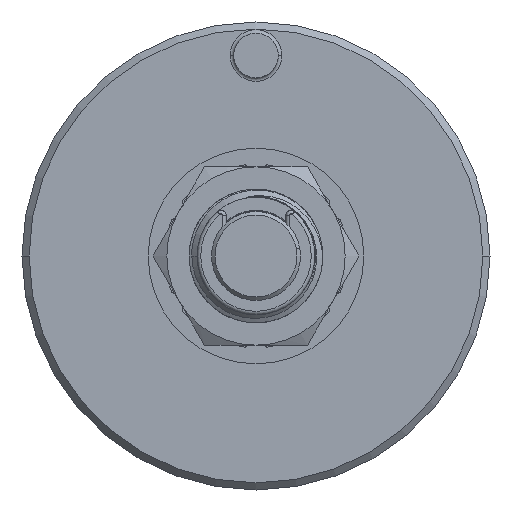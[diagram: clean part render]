
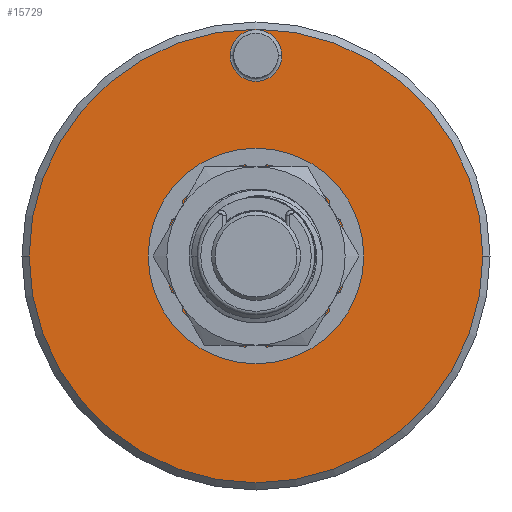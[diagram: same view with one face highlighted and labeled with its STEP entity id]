
A CAD part, front view. The second image highlights one B-rep face of the part: STEP entity #15729.
In plain terms, the highlighted planar face has unit normal (0, -1, 0).
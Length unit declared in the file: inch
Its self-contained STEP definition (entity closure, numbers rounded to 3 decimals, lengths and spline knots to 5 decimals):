
#1=CARTESIAN_POINT('',(0.,0.,0.));
#2=DIRECTION('',(0.,1.,0.));
#3=DIRECTION('',(-1.,0.,0.));
#4=AXIS2_PLACEMENT_3D('',#1,#2,#3);
#6=CARTESIAN_POINT('',(0.,0.,0.));
#7=DIRECTION('',(0.,1.,0.));
#8=DIRECTION('',(1.,0.,0.));
#9=AXIS2_PLACEMENT_3D('',#6,#7,#8);
#11=CARTESIAN_POINT('',(0.,0.,0.562));
#12=DIRECTION('',(0.,-1.,0.));
#13=DIRECTION('',(-1.,0.,0.));
#14=AXIS2_PLACEMENT_3D('',#11,#12,#13);
#16=CARTESIAN_POINT('',(0.,0.,0.562));
#17=DIRECTION('',(0.,-1.,0.));
#18=DIRECTION('',(1.,0.,0.));
#19=AXIS2_PLACEMENT_3D('',#16,#17,#18);
#3303=CARTESIAN_POINT('',(0.,0.,0.));
#3304=DIRECTION('',(0.,-1.,0.));
#3305=DIRECTION('',(-1.,0.,0.));
#3306=AXIS2_PLACEMENT_3D('',#3303,#3304,#3305);
#3308=CARTESIAN_POINT('',(0.,0.,0.));
#3309=DIRECTION('',(0.,1.,0.));
#3310=DIRECTION('',(-1.,0.,0.));
#3311=AXIS2_PLACEMENT_3D('',#3308,#3309,#3310);
#14314=CARTESIAN_POINT('',(-0.636,0.,0.));
#14315=CARTESIAN_POINT('',(0.636,0.,0.));
#14316=VERTEX_POINT('',#14314);
#14317=VERTEX_POINT('',#14315);
#14322=CARTESIAN_POINT('',(-0.0725,0.,0.562));
#14323=CARTESIAN_POINT('',(0.0725,0.,0.562));
#14324=VERTEX_POINT('',#14322);
#14325=VERTEX_POINT('',#14323);
#14356=CARTESIAN_POINT('',(-0.235,0.,0.));
#14358=VERTEX_POINT('',#14356);
#14360=CARTESIAN_POINT('',(0.235,0.,0.));
#14362=VERTEX_POINT('',#14360);
#15706=CARTESIAN_POINT('',(0.,0.,0.));
#15707=DIRECTION('',(0.,1.,0.));
#15708=DIRECTION('',(1.,0.,0.));
#15709=AXIS2_PLACEMENT_3D('',#15706,#15707,#15708);
#15710=PLANE('',#15709);
#15712=ORIENTED_EDGE('',*,*,#15711,.T.);
#15714=ORIENTED_EDGE('',*,*,#15713,.T.);
#15715=EDGE_LOOP('',(#15712,#15714));
#15716=FACE_OUTER_BOUND('',#15715,.F.);
#15718=ORIENTED_EDGE('',*,*,#15717,.T.);
#15720=ORIENTED_EDGE('',*,*,#15719,.F.);
#15721=EDGE_LOOP('',(#15718,#15720));
#15722=FACE_BOUND('',#15721,.F.);
#15724=ORIENTED_EDGE('',*,*,#15723,.T.);
#15726=ORIENTED_EDGE('',*,*,#15725,.T.);
#15727=EDGE_LOOP('',(#15724,#15726));
#15728=FACE_BOUND('',#15727,.F.);
#15729=ADVANCED_FACE('',(#15716,#15722,#15728),#15710,.F.);
#5=CIRCLE('',#4,0.636);
#10=CIRCLE('',#9,0.636);
#15=CIRCLE('',#14,0.0725);
#20=CIRCLE('',#19,0.0725);
#3307=CIRCLE('',#3306,0.235);
#3312=CIRCLE('',#3311,0.235);
#15711=EDGE_CURVE('',#14316,#14317,#5,.T.);
#15713=EDGE_CURVE('',#14317,#14316,#10,.T.);
#15717=EDGE_CURVE('',#14358,#14362,#3307,.T.);
#15719=EDGE_CURVE('',#14358,#14362,#3312,.T.);
#15723=EDGE_CURVE('',#14324,#14325,#15,.T.);
#15725=EDGE_CURVE('',#14325,#14324,#20,.T.);
